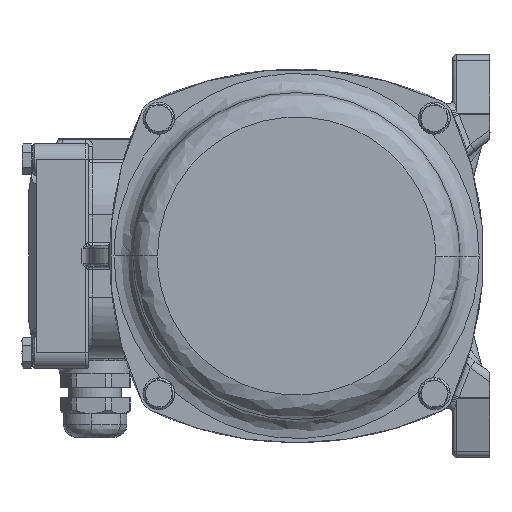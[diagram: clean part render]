
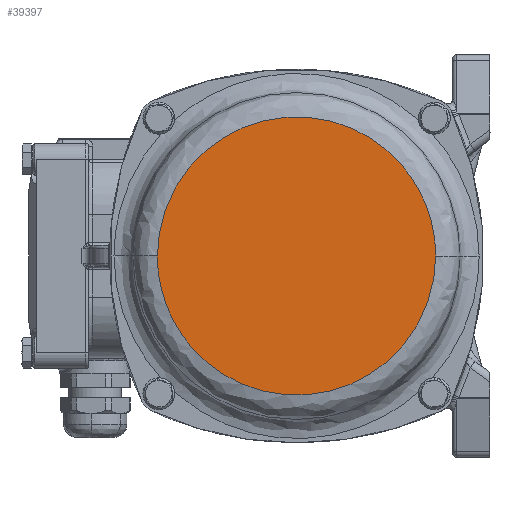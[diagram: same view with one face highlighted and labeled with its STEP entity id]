
A CAD part, left-side view. The second image highlights one B-rep face of the part: STEP entity #39397.
In plain terms, the highlighted planar face has unit normal (-1, 0, 0).
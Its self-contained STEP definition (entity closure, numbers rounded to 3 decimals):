
#757 = CARTESIAN_POINT ( 'NONE',  ( -127.5, -52.5, 105. ) ) ;
#6885 = CARTESIAN_POINT ( 'NONE',  ( -127.5, 52.5, 105. ) ) ;
#13644 = EDGE_CURVE ( 'NONE', #74870, #36865, #76662, .T. ) ;
#18756 = DIRECTION ( 'NONE',  ( 0., 0., -1. ) ) ;
#23923 = DIRECTION ( 'NONE',  ( 1., 0., 0. ) ) ;
#25089 = CARTESIAN_POINT ( 'NONE',  ( -127.5, 52.5, 0. ) ) ;
#25340 = CARTESIAN_POINT ( 'NONE',  ( -127.5, 52.5, -105. ) ) ;
#27671 = ORIENTED_EDGE ( 'NONE', *, *, #29283, .F. ) ;
#29283 = EDGE_CURVE ( 'NONE', #36865, #74870, #48392, .T. ) ;
#36220 = EDGE_LOOP ( 'NONE', ( #60151, #27671 ) ) ;
#36865 = VERTEX_POINT ( 'NONE', #59524 ) ;
#36925 = PLANE ( 'NONE',  #72473 ) ;
#37036 = CARTESIAN_POINT ( 'NONE',  ( -127.5, -52.5, 0. ) ) ;
#39397 = ADVANCED_FACE ( 'NONE', ( #40116 ), #36925, .F. ) ;
#40116 = FACE_OUTER_BOUND ( 'NONE', #36220, .T. ) ;
#48392 =( BOUNDED_CURVE ( )  B_SPLINE_CURVE ( 3, ( #62131, #6885, #757, #73676 ),
 .UNSPECIFIED., .F., .T. ) 
 B_SPLINE_CURVE_WITH_KNOTS ( ( 4, 4 ),
 ( 0., 1. ),
 .UNSPECIFIED. ) 
 CURVE ( )  GEOMETRIC_REPRESENTATION_ITEM ( )  RATIONAL_B_SPLINE_CURVE ( ( 1., 0.333, 0.333, 1. ) ) 
 REPRESENTATION_ITEM ( '' )  );
#59524 = CARTESIAN_POINT ( 'NONE',  ( -127.5, 52.5, 0. ) ) ;
#60151 = ORIENTED_EDGE ( 'NONE', *, *, #13644, .F. ) ;
#60240 = CARTESIAN_POINT ( 'NONE',  ( -127.5, -52.5, 0. ) ) ;
#61010 = CARTESIAN_POINT ( 'NONE',  ( -127.5, -52.5, -105. ) ) ;
#62131 = CARTESIAN_POINT ( 'NONE',  ( -127.5, 52.5, 0. ) ) ;
#67561 = CARTESIAN_POINT ( 'NONE',  ( -127.5, 0., -61.7 ) ) ;
#72473 = AXIS2_PLACEMENT_3D ( 'NONE', #67561, #23923, #18756 ) ;
#73676 = CARTESIAN_POINT ( 'NONE',  ( -127.5, -52.5, 0. ) ) ;
#74870 = VERTEX_POINT ( 'NONE', #60240 ) ;
#76662 =( BOUNDED_CURVE ( )  B_SPLINE_CURVE ( 3, ( #37036, #61010, #25340, #25089 ),
 .UNSPECIFIED., .F., .T. ) 
 B_SPLINE_CURVE_WITH_KNOTS ( ( 4, 4 ),
 ( 0., 1. ),
 .UNSPECIFIED. ) 
 CURVE ( )  GEOMETRIC_REPRESENTATION_ITEM ( )  RATIONAL_B_SPLINE_CURVE ( ( 1., 0.333, 0.333, 1. ) ) 
 REPRESENTATION_ITEM ( '' )  );
